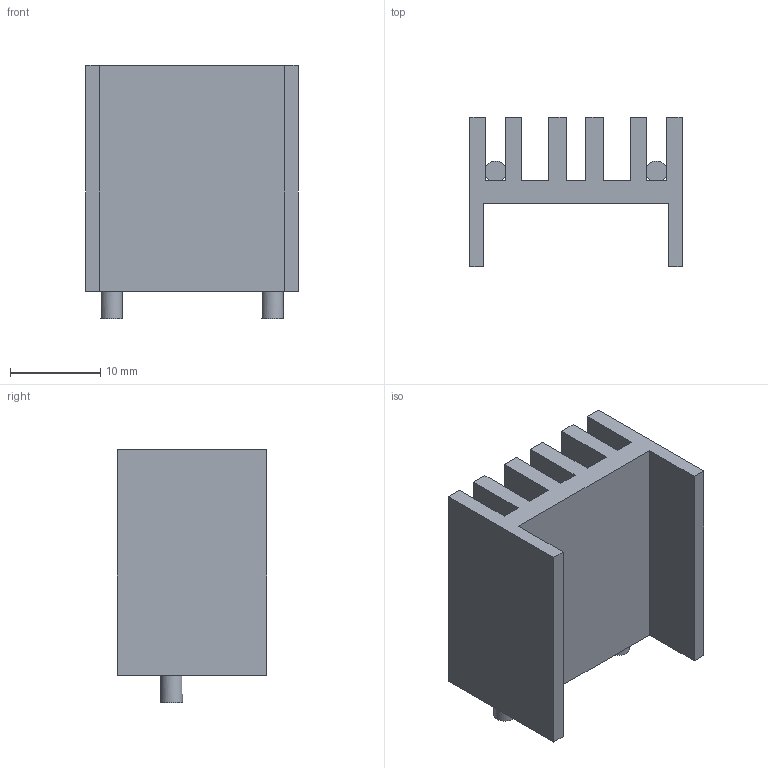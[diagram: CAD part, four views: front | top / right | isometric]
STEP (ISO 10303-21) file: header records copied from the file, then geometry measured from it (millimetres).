
FILE_DESCRIPTION(('FreeCAD Model'),'2;1');
FILE_NAME('HEAT_SINK_SY403B-25.step', '2020-08-25T11:37:45',('Author'),(''), 'Open CASCADE STEP processor 7.3','FreeCAD','Unknown');
FILE_SCHEMA(('AUTOMOTIVE_DESIGN { 1 0 10303 214 1 1 1 1 }'));
Length unit declared in the file: millimetre
Products named in the file (1): Body
Bounding box: 23.5 x 16.5 x 28 mm (x, y, z)
Volume: 3928.4 mm3; surface area: 4474.2 mm2
Topology: 1 solids, 1 shells, 36 faces, 114 edges, 72 vertices
Faces by surface type: plane 34, cylinder 2
Full cylindrical faces by diameter (mm): 2.4 x2
Entity records: 1275 total; most frequent: ORIENTED_EDGE 228, CARTESIAN_POINT 223, DIRECTION 204, EDGE_CURVE 114, LINE 98, VECTOR 98, VERTEX_POINT 72, AXIS2_PLACEMENT_3D 53
